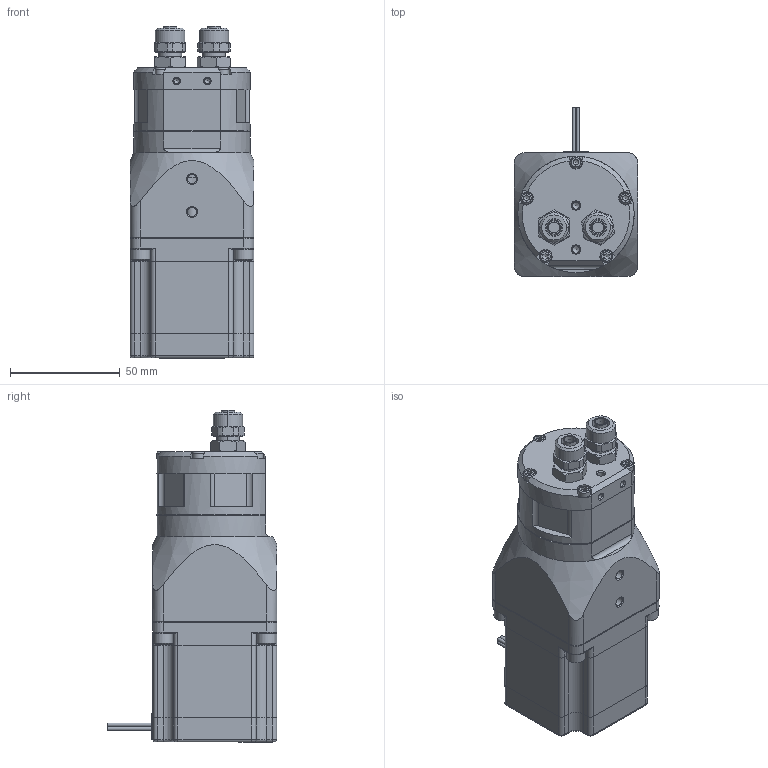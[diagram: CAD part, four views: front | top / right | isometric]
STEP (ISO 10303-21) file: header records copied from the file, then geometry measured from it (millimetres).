
FILE_DESCRIPTION (( 'STEP AP214' ), '1' );
FILE_NAME ('MG2000-STEP REV 3.STEP', '2019-02-18T16:17:44', ( '' ), ( '' ), 'SwSTEP 2.0', 'SolidWorks 2016', '' );
FILE_SCHEMA (( 'AUTOMOTIVE_DESIGN' ));
Length unit declared in the file: millimetre
Products named in the file (11): P-1225; P-1137_B18.3.1M - 3 x 0.5 x 30 Hex SHCS -- 18CHX; P-0973; MG2000-STEP REV 3; P-0167_B18.3.6M - M3 x 0.5 x 4 Hex Socket Flat Pt. SS --C; P-0515_M3x12 Socket Head Screw; P-0045; P-0118_TYPE B; P-0701_B18.3.1M - 5 x 0.8 x 10 Hex SHCS -- 10CHX; P-0693 Modified_Varsayilan; P-1224
Assembly tree (22 placements, depth 2):
  MG2000-STEP REV 3
    P-1224
    P-0118_TYPE B
    P-0515_M3x12 Socket Head Screw  x5
    P-0973  x2
    P-0693 Modified_Varsayilan
    P-0701_B18.3.1M - 5 x 0.8 x 10 Hex SHCS -- 10CHX  x4
    P-1225
    P-0167_B18.3.6M - M3 x 0.5 x 4 Hex Socket Flat Pt. SS --C
    P-0045
    P-1137_B18.3.1M - 3 x 0.5 x 30 Hex SHCS -- 18CHX  x5
Bounding box: 56.4 x 77.2 x 151.3 mm (x, y, z)
Volume: 329883.3 mm3; surface area: 69122.3 mm2
Topology: 22 solids, 22 shells, 754 faces, 1701 edges, 1039 vertices
Faces by surface type: plane 379, cylinder 216, cone 122, torus 37
Full cylindrical faces by diameter (mm): 1.6 x4, 2.5 x7, 3 x16, 3.1 x5, 3.3 x2, 4 x1, 4.2 x6, 5 x9, 5.5 x10, 6 x5, 6.35 x1, 6.98 x1, 8.5 x4, 8.8 x2, 10.2 x2, 38 x1, 38.1 x1, 44.4 x1
Entity records: 15009 total; most frequent: CARTESIAN_POINT 2796, DIRECTION 2164, ORIENTED_EDGE 1826, EDGE_CURVE 913, AXIS2_PLACEMENT_3D 878, EDGE_LOOP 623, VERTEX_POINT 608, FACE_OUTER_BOUND 510
